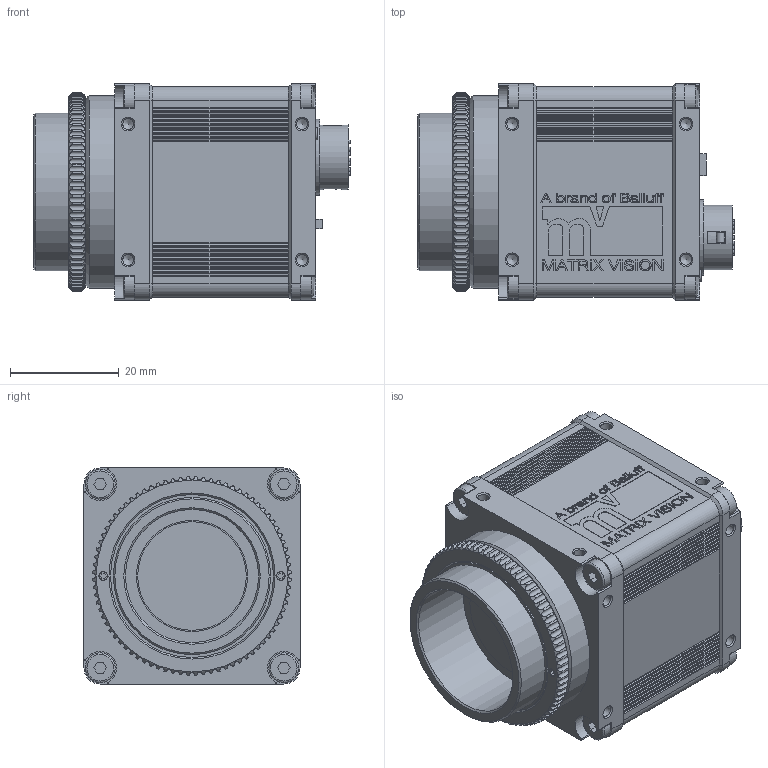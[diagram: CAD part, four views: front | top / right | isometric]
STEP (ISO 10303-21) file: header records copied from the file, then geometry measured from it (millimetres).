
FILE_DESCRIPTION( ( 'STEP AP214' ), '1' );
FILE_NAME( 'BALLUFF BVS CA-GX0-0004FG-121120-001.stp', '2022-02-10T16:12:59', ( 'License CC BY-ND 4.0' ), ( 'CADENAS' ), ' ', 'PARTsolutions', ' ' );
FILE_SCHEMA( ( 'AUTOMOTIVE_DESIGN { 1 0 10303 214 1 1 1 1 }' ) );
Length unit declared in the file: millimetre
Products named in the file (3): BALLUFF BVS CA-GX0-0004FG-121120-001; _BALLUFF GX012_housing; _BALLUFF GX02_lensholder
Assembly tree (2 placements, depth 2):
  BALLUFF BVS CA-GX0-0004FG-121120-001
    _BALLUFF GX012_housing
    _BALLUFF GX02_lensholder
Bounding box: 58.32 x 39.8 x 39.8 mm (x, y, z)
Volume: 62031.8 mm3; surface area: 17627.2 mm2
Topology: 2 solids, 2 shells, 2707 faces, 7535 edges, 4964 vertices
Faces by surface type: plane 2256, cylinder 387, cone 56, bspline 4, torus 4
Full cylindrical faces by diameter (mm): 0.7 x12, 1.6 x5, 2.013 x16, 2.2 x1, 5.5 x4, 5.6 x4, 11.9 x1, 14 x1, 20 x1, 20.5 x1, 24.541 x1, 29 x1, 30 x1, 35.5 x1
Entity records: 108434 total; most frequent: CARTESIAN_POINT 17642, ORIENTED_EDGE 14782, DIRECTION 13328, EDGE_CURVE 7391, LINE 6510, VECTOR 6510, VERTEX_POINT 4941, AXIS2_PLACEMENT_3D 3409
